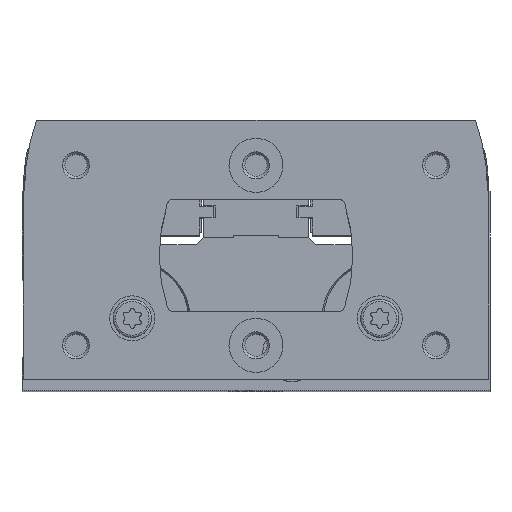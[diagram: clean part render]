
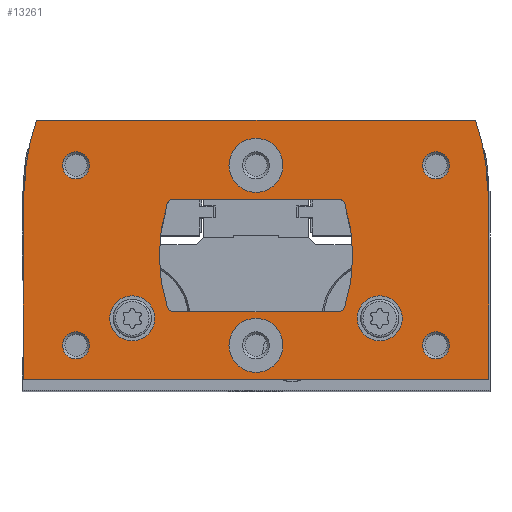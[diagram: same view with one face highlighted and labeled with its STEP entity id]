
A CAD part, top view. The second image highlights one B-rep face of the part: STEP entity #13261.
In plain terms, the highlighted planar face has unit normal (0, 0, 1).
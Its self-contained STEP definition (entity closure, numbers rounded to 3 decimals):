
#530=LINE('',#20522,#1324);
#535=LINE('',#20532,#1329);
#554=LINE('',#20581,#1348);
#560=LINE('',#20593,#1354);
#574=LINE('',#20664,#1368);
#576=LINE('',#20667,#1370);
#577=LINE('',#20715,#1371);
#578=LINE('',#20735,#1372);
#1324=VECTOR('',#16712,1000.);
#1329=VECTOR('',#16719,1000.);
#1348=VECTOR('',#16756,1000.);
#1354=VECTOR('',#16766,1000.);
#1368=VECTOR('',#16818,1000.);
#1370=VECTOR('',#16822,1000.);
#1371=VECTOR('',#16871,1000.);
#1372=VECTOR('',#16892,1000.);
#1856=PLANE('',#14311);
#3385=ORIENTED_EDGE('',*,*,#5972,.F.);
#3386=ORIENTED_EDGE('',*,*,#5973,.F.);
#3387=ORIENTED_EDGE('',*,*,#5974,.T.);
#3388=ORIENTED_EDGE('',*,*,#5975,.T.);
#3389=ORIENTED_EDGE('',*,*,#5976,.T.);
#3390=ORIENTED_EDGE('',*,*,#5977,.T.);
#3391=ORIENTED_EDGE('',*,*,#5978,.T.);
#3392=ORIENTED_EDGE('',*,*,#5979,.T.);
#3393=ORIENTED_EDGE('',*,*,#5928,.F.);
#3394=ORIENTED_EDGE('',*,*,#5945,.F.);
#3395=ORIENTED_EDGE('',*,*,#5940,.F.);
#3396=ORIENTED_EDGE('',*,*,#5937,.F.);
#3397=ORIENTED_EDGE('',*,*,#5980,.F.);
#3398=ORIENTED_EDGE('',*,*,#5981,.F.);
#3399=ORIENTED_EDGE('',*,*,#5982,.F.);
#3400=ORIENTED_EDGE('',*,*,#5931,.F.);
#3401=ORIENTED_EDGE('',*,*,#5915,.T.);
#3402=ORIENTED_EDGE('',*,*,#5909,.T.);
#3403=ORIENTED_EDGE('',*,*,#5947,.T.);
#3404=ORIENTED_EDGE('',*,*,#5879,.T.);
#3405=ORIENTED_EDGE('',*,*,#5884,.T.);
#3406=ORIENTED_EDGE('',*,*,#5888,.T.);
#3407=ORIENTED_EDGE('',*,*,#5971,.T.);
#3408=ORIENTED_EDGE('',*,*,#5921,.T.);
#5879=EDGE_CURVE('',#7306,#7305,#530,.T.);
#5884=EDGE_CURVE('',#7305,#7309,#535,.T.);
#5888=EDGE_CURVE('',#7309,#7311,#8207,.T.);
#5909=EDGE_CURVE('',#7328,#7330,#554,.T.);
#5915=EDGE_CURVE('',#7334,#7328,#560,.T.);
#5921=EDGE_CURVE('',#7339,#7334,#8213,.T.);
#5928=EDGE_CURVE('',#7343,#7344,#8216,.T.);
#5931=EDGE_CURVE('',#7344,#7345,#8217,.T.);
#5937=EDGE_CURVE('',#7349,#7350,#8220,.T.);
#5940=EDGE_CURVE('',#7350,#7352,#8221,.T.);
#5945=EDGE_CURVE('',#7352,#7343,#574,.T.);
#5947=EDGE_CURVE('',#7330,#7306,#576,.T.);
#5971=EDGE_CURVE('',#7311,#7339,#577,.T.);
#5972=EDGE_CURVE('',#7378,#7378,#8247,.T.);
#5973=EDGE_CURVE('',#7379,#7379,#8248,.T.);
#5974=EDGE_CURVE('',#7380,#7380,#8249,.T.);
#5975=EDGE_CURVE('',#7381,#7381,#8250,.T.);
#5976=EDGE_CURVE('',#7382,#7382,#8251,.T.);
#5977=EDGE_CURVE('',#7383,#7383,#8252,.T.);
#5978=EDGE_CURVE('',#7384,#7384,#8253,.T.);
#5979=EDGE_CURVE('',#7385,#7385,#8254,.T.);
#5980=EDGE_CURVE('',#7386,#7349,#8255,.T.);
#5981=EDGE_CURVE('',#7387,#7386,#578,.T.);
#5982=EDGE_CURVE('',#7345,#7387,#8256,.T.);
#7305=VERTEX_POINT('',#20521);
#7306=VERTEX_POINT('',#20523);
#7309=VERTEX_POINT('',#20531);
#7311=VERTEX_POINT('',#20538);
#7328=VERTEX_POINT('',#20575);
#7330=VERTEX_POINT('',#20580);
#7334=VERTEX_POINT('',#20591);
#7339=VERTEX_POINT('',#20606);
#7343=VERTEX_POINT('',#20621);
#7344=VERTEX_POINT('',#20623);
#7345=VERTEX_POINT('',#20631);
#7349=VERTEX_POINT('',#20644);
#7350=VERTEX_POINT('',#20646);
#7352=VERTEX_POINT('',#20656);
#7378=VERTEX_POINT('',#20718);
#7379=VERTEX_POINT('',#20720);
#7380=VERTEX_POINT('',#20722);
#7381=VERTEX_POINT('',#20724);
#7382=VERTEX_POINT('',#20726);
#7383=VERTEX_POINT('',#20728);
#7384=VERTEX_POINT('',#20730);
#7385=VERTEX_POINT('',#20732);
#7386=VERTEX_POINT('',#20734);
#7387=VERTEX_POINT('',#20736);
#8207=CIRCLE('',#14258,46.);
#8213=CIRCLE('',#14270,46.);
#8216=CIRCLE('',#14274,1.5);
#8217=CIRCLE('',#14276,38.);
#8220=CIRCLE('',#14280,38.);
#8221=CIRCLE('',#14282,1.5);
#8247=CIRCLE('',#14312,5.);
#8248=CIRCLE('',#14313,5.);
#8249=CIRCLE('',#14314,6.);
#8250=CIRCLE('',#14315,6.);
#8251=CIRCLE('',#14316,3.);
#8252=CIRCLE('',#14317,3.);
#8253=CIRCLE('',#14318,3.);
#8254=CIRCLE('',#14319,3.);
#8255=CIRCLE('',#14320,1.5);
#8256=CIRCLE('',#14321,1.5);
#9120=EDGE_LOOP('',(#3385));
#9121=EDGE_LOOP('',(#3386));
#9122=EDGE_LOOP('',(#3387));
#9123=EDGE_LOOP('',(#3388));
#9124=EDGE_LOOP('',(#3389));
#9125=EDGE_LOOP('',(#3390));
#9126=EDGE_LOOP('',(#3391));
#9127=EDGE_LOOP('',(#3392));
#9128=EDGE_LOOP('',(#3393,#3394,#3395,#3396,#3397,#3398,#3399,#3400));
#9129=EDGE_LOOP('',(#3401,#3402,#3403,#3404,#3405,#3406,#3407,#3408));
#10116=FACE_BOUND('',#9120,.T.);
#10117=FACE_BOUND('',#9121,.T.);
#10118=FACE_BOUND('',#9122,.T.);
#10119=FACE_BOUND('',#9123,.T.);
#10120=FACE_BOUND('',#9124,.T.);
#10121=FACE_BOUND('',#9125,.T.);
#10122=FACE_BOUND('',#9126,.T.);
#10123=FACE_BOUND('',#9127,.T.);
#10124=FACE_BOUND('',#9128,.T.);
#10125=FACE_BOUND('',#9129,.T.);
#13261=ADVANCED_FACE('',(#10116,#10117,#10118,#10119,#10120,#10121,#10122,
#10123,#10124,#10125),#1856,.T.);
#14258=AXIS2_PLACEMENT_3D('',#20539,#16726,#16727);
#14270=AXIS2_PLACEMENT_3D('',#20605,#16777,#16778);
#14274=AXIS2_PLACEMENT_3D('',#20622,#16788,#16789);
#14276=AXIS2_PLACEMENT_3D('',#20630,#16793,#16794);
#14280=AXIS2_PLACEMENT_3D('',#20645,#16803,#16804);
#14282=AXIS2_PLACEMENT_3D('',#20655,#16808,#16809);
#14311=AXIS2_PLACEMENT_3D('',#20716,#16872,#16873);
#14312=AXIS2_PLACEMENT_3D('',#20717,#16874,#16875);
#14313=AXIS2_PLACEMENT_3D('',#20719,#16876,#16877);
#14314=AXIS2_PLACEMENT_3D('',#20721,#16878,#16879);
#14315=AXIS2_PLACEMENT_3D('',#20723,#16880,#16881);
#14316=AXIS2_PLACEMENT_3D('',#20725,#16882,#16883);
#14317=AXIS2_PLACEMENT_3D('',#20727,#16884,#16885);
#14318=AXIS2_PLACEMENT_3D('',#20729,#16886,#16887);
#14319=AXIS2_PLACEMENT_3D('',#20731,#16888,#16889);
#14320=AXIS2_PLACEMENT_3D('',#20733,#16890,#16891);
#14321=AXIS2_PLACEMENT_3D('',#20737,#16893,#16894);
#16712=DIRECTION('',(0.,1.,0.));
#16719=DIRECTION('',(-0.866,0.5,0.));
#16726=DIRECTION('',(0.,0.,1.));
#16727=DIRECTION('',(1.,0.,0.));
#16756=DIRECTION('',(0.,-1.,0.));
#16766=DIRECTION('',(-0.866,-0.5,0.));
#16777=DIRECTION('',(0.,0.,1.));
#16778=DIRECTION('',(1.,0.,0.));
#16788=DIRECTION('',(0.,0.,1.));
#16789=DIRECTION('',(1.,0.,0.));
#16793=DIRECTION('',(0.,0.,1.));
#16794=DIRECTION('',(1.,0.,0.));
#16803=DIRECTION('',(0.,0.,1.));
#16804=DIRECTION('',(1.,0.,0.));
#16808=DIRECTION('',(0.,0.,1.));
#16809=DIRECTION('',(1.,0.,0.));
#16818=DIRECTION('',(-1.,0.,0.));
#16822=DIRECTION('',(1.,0.,0.));
#16871=DIRECTION('',(-1.,0.,0.));
#16872=DIRECTION('',(0.,0.,1.));
#16873=DIRECTION('',(1.,0.,0.));
#16874=DIRECTION('',(0.,0.,1.));
#16875=DIRECTION('',(1.,0.,0.));
#16876=DIRECTION('',(0.,0.,1.));
#16877=DIRECTION('',(1.,0.,0.));
#16878=DIRECTION('',(0.,0.,-1.));
#16879=DIRECTION('',(-1.,0.,0.));
#16880=DIRECTION('',(0.,0.,-1.));
#16881=DIRECTION('',(-1.,0.,0.));
#16882=DIRECTION('',(0.,0.,-1.));
#16883=DIRECTION('',(-1.,0.,0.));
#16884=DIRECTION('',(0.,0.,-1.));
#16885=DIRECTION('',(-1.,0.,0.));
#16886=DIRECTION('',(0.,0.,-1.));
#16887=DIRECTION('',(-1.,0.,0.));
#16888=DIRECTION('',(0.,0.,-1.));
#16889=DIRECTION('',(-1.,0.,0.));
#16890=DIRECTION('',(0.,0.,1.));
#16891=DIRECTION('',(1.,0.,0.));
#16892=DIRECTION('',(1.,0.,0.));
#16893=DIRECTION('',(0.,0.,1.));
#16894=DIRECTION('',(1.,0.,0.));
#20521=CARTESIAN_POINT('',(51.75,41.827,0.));
#20522=CARTESIAN_POINT('',(51.75,0.,0.));
#20523=CARTESIAN_POINT('',(51.75,0.,0.));
#20531=CARTESIAN_POINT('',(51.45,42.,0.));
#20532=CARTESIAN_POINT('',(51.75,41.827,0.));
#20538=CARTESIAN_POINT('',(48.76,57.5,0.));
#20539=CARTESIAN_POINT('',(5.45,42.,0.));
#20575=CARTESIAN_POINT('',(-51.75,41.827,0.));
#20580=CARTESIAN_POINT('',(-51.75,0.,0.));
#20581=CARTESIAN_POINT('',(-51.75,41.827,0.));
#20591=CARTESIAN_POINT('',(-51.45,42.,0.));
#20593=CARTESIAN_POINT('',(-51.45,42.,0.));
#20605=CARTESIAN_POINT('',(-5.45,42.,0.));
#20606=CARTESIAN_POINT('',(-48.76,57.5,0.));
#20621=CARTESIAN_POINT('',(-18.303,40.,0.));
#20622=CARTESIAN_POINT('',(-18.303,38.5,0.));
#20623=CARTESIAN_POINT('',(-19.733,38.952,0.));
#20630=CARTESIAN_POINT('',(16.5,27.5,0.));
#20631=CARTESIAN_POINT('',(-19.733,16.048,0.));
#20644=CARTESIAN_POINT('',(19.733,16.048,0.));
#20645=CARTESIAN_POINT('',(-16.5,27.5,0.));
#20646=CARTESIAN_POINT('',(19.733,38.952,0.));
#20655=CARTESIAN_POINT('',(18.303,38.5,0.));
#20656=CARTESIAN_POINT('',(18.303,40.,0.));
#20664=CARTESIAN_POINT('',(18.303,40.,0.));
#20667=CARTESIAN_POINT('',(-51.75,0.,0.));
#20715=CARTESIAN_POINT('',(48.76,57.5,0.));
#20716=CARTESIAN_POINT('',(5.45,42.,0.));
#20717=CARTESIAN_POINT('',(-27.5,13.5,0.));
#20718=CARTESIAN_POINT('',(-22.5,13.5,0.));
#20719=CARTESIAN_POINT('',(27.5,13.5,0.));
#20720=CARTESIAN_POINT('',(32.5,13.5,0.));
#20721=CARTESIAN_POINT('',(0.,7.5,0.));
#20722=CARTESIAN_POINT('',(-6.,7.5,0.));
#20723=CARTESIAN_POINT('',(0.,47.5,0.));
#20724=CARTESIAN_POINT('',(-6.,47.5,0.));
#20725=CARTESIAN_POINT('',(40.,7.5,0.));
#20726=CARTESIAN_POINT('',(37.,7.5,0.));
#20727=CARTESIAN_POINT('',(-40.,7.5,0.));
#20728=CARTESIAN_POINT('',(-43.,7.5,0.));
#20729=CARTESIAN_POINT('',(-40.,47.5,0.));
#20730=CARTESIAN_POINT('',(-43.,47.5,0.));
#20731=CARTESIAN_POINT('',(40.,47.5,0.));
#20732=CARTESIAN_POINT('',(37.,47.5,0.));
#20733=CARTESIAN_POINT('',(18.303,16.5,0.));
#20734=CARTESIAN_POINT('',(18.303,15.,0.));
#20735=CARTESIAN_POINT('',(-18.303,15.,0.));
#20736=CARTESIAN_POINT('',(-18.303,15.,0.));
#20737=CARTESIAN_POINT('',(-18.303,16.5,0.));
